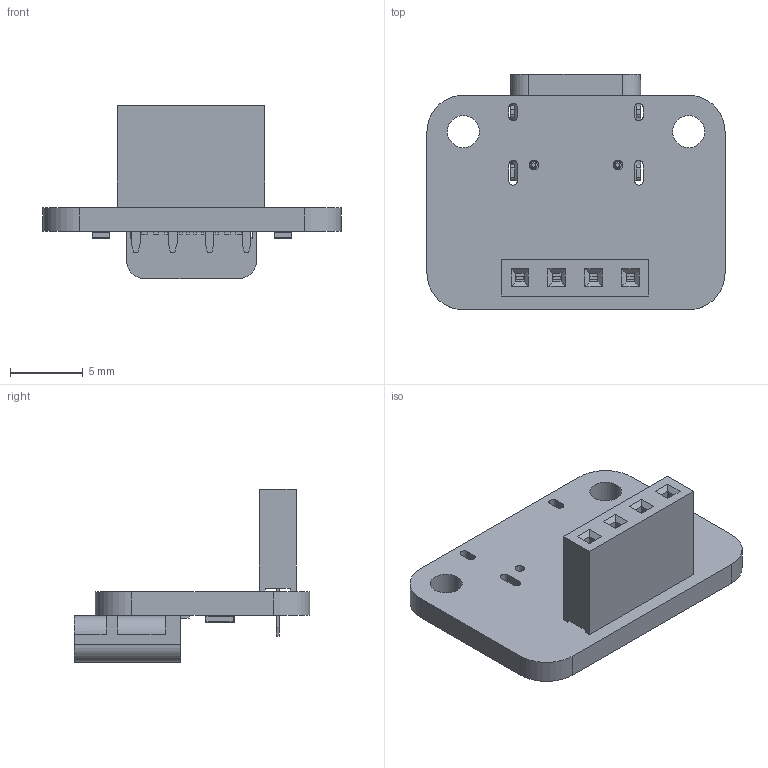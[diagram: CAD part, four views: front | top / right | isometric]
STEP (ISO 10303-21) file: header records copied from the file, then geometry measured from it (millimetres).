
FILE_DESCRIPTION(('KiCad electronic assembly'),'2;1');
FILE_NAME('Daughter_PCB_Ave_rev10.step','2020-04-15T15:58:44',( 'An Author'),('A Company'),'Open CASCADE STEP processor 6.9', 'KiCad to STEP converter','Unknown');
FILE_SCHEMA(('AUTOMOTIVE_DESIGN { 1 0 10303 214 1 1 1 1 }'));
Length unit declared in the file: millimetre
Products named in the file (8): Open CASCADE STEP translator 6.9 1; PinSocket_1x04_P2.54mm_Vertical; SOLID; HRO__TYPE-C-31-M-12; R_0805_2012Metric; COMPOUND
Assembly tree (8 placements, depth 3):
  Open CASCADE STEP translator 6.9 1
    PinSocket_1x04_P2.54mm_Vertical
      SOLID
    HRO__TYPE-C-31-M-12
      SOLID
    R_0805_2012Metric  x2
      SOLID
    COMPOUND
Bounding box: 20.5 x 16.2 x 11.91 mm (x, y, z)
Volume: 727.1 mm3; surface area: 1501.6 mm2
Topology: 5 solids, 5 shells, 352 faces, 934 edges, 608 vertices
Faces by surface type: plane 288, cylinder 54, cone 10
Full cylindrical faces by diameter (mm): 0.5 x2, 0.65 x2, 2.2 x2
Entity records: 24109 total; most frequent: CARTESIAN_POINT 5333, DIRECTION 3270, LINE 2312, VECTOR 2312, ORIENTED_EDGE 1732, PCURVE 1732, DEFINITIONAL_REPRESENTATION 1732, EDGE_CURVE 866
